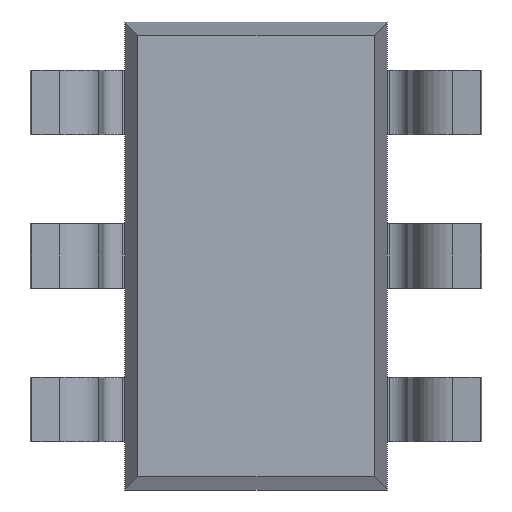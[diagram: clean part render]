
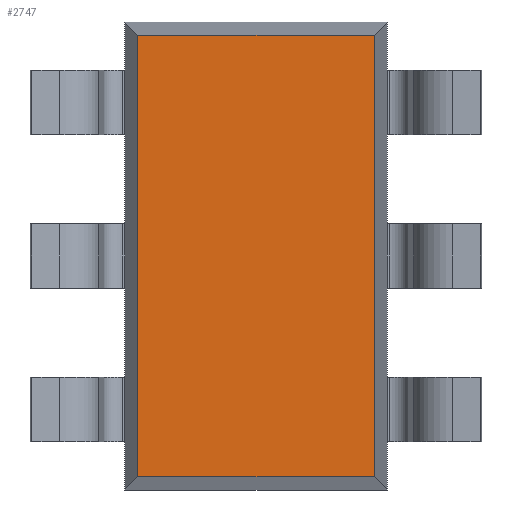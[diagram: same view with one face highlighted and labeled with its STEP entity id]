
A CAD part, front view. The second image highlights one B-rep face of the part: STEP entity #2747.
In plain terms, the highlighted planar face has unit normal (0, -1, 0).
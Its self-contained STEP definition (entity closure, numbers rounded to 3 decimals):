
#113 = VERTEX_POINT ( 'NONE', #2055 ) ;
#121 = CARTESIAN_POINT ( 'NONE',  ( -0.731, 0.15, 1.45 ) ) ;
#127 = VERTEX_POINT ( 'NONE', #1852 ) ;
#132 = LINE ( 'NONE', #121, #2297 ) ;
#265 = EDGE_CURVE ( 'NONE', #904, #113, #132, .T. ) ;
#338 = DIRECTION ( 'NONE',  ( 0., -1., 0. ) ) ;
#350 = CARTESIAN_POINT ( 'NONE',  ( 0.731, 0.15, -1.369 ) ) ;
#505 = FACE_OUTER_BOUND ( 'NONE', #2260, .T. ) ;
#526 = PLANE ( 'NONE',  #2744 ) ;
#596 = ORIENTED_EDGE ( 'NONE', *, *, #265, .T. ) ;
#612 = LINE ( 'NONE', #2144, #1763 ) ;
#793 = CARTESIAN_POINT ( 'NONE',  ( 0., 0.15, 0. ) ) ;
#904 = VERTEX_POINT ( 'NONE', #1084 ) ;
#1084 = CARTESIAN_POINT ( 'NONE',  ( -0.731, 0.15, 1.369 ) ) ;
#1095 = VECTOR ( 'NONE', #2204, 1000. ) ;
#1096 = DIRECTION ( 'NONE',  ( 0., 0., -1. ) ) ;
#1122 = VERTEX_POINT ( 'NONE', #350 ) ;
#1217 = ORIENTED_EDGE ( 'NONE', *, *, #1927, .T. ) ;
#1324 = EDGE_CURVE ( 'NONE', #127, #904, #612, .T. ) ;
#1450 = DIRECTION ( 'NONE',  ( -1., 0., 0. ) ) ;
#1761 = CARTESIAN_POINT ( 'NONE',  ( -0.813, 0.15, -1.369 ) ) ;
#1763 = VECTOR ( 'NONE', #1450, 1000. ) ;
#1852 = CARTESIAN_POINT ( 'NONE',  ( 0.731, 0.15, 1.369 ) ) ;
#1927 = EDGE_CURVE ( 'NONE', #1122, #127, #2468, .T. ) ;
#2055 = CARTESIAN_POINT ( 'NONE',  ( -0.731, 0.15, -1.369 ) ) ;
#2084 = LINE ( 'NONE', #1761, #1095 ) ;
#2144 = CARTESIAN_POINT ( 'NONE',  ( 0.812, 0.15, 1.369 ) ) ;
#2157 = ORIENTED_EDGE ( 'NONE', *, *, #1324, .T. ) ;
#2204 = DIRECTION ( 'NONE',  ( 1., 0., 0. ) ) ;
#2260 = EDGE_LOOP ( 'NONE', ( #2425, #1217, #2157, #596 ) ) ;
#2297 = VECTOR ( 'NONE', #1096, 1000. ) ;
#2425 = ORIENTED_EDGE ( 'NONE', *, *, #3089, .T. ) ;
#2468 = LINE ( 'NONE', #2705, #2483 ) ;
#2483 = VECTOR ( 'NONE', #3075, 1000. ) ;
#2498 = DIRECTION ( 'NONE',  ( 0., 0., -1. ) ) ;
#2705 = CARTESIAN_POINT ( 'NONE',  ( 0.731, 0.15, -1.45 ) ) ;
#2744 = AXIS2_PLACEMENT_3D ( 'NONE', #793, #338, #2498 ) ;
#2747 = ADVANCED_FACE ( 'NONE', ( #505 ), #526, .T. ) ;
#3075 = DIRECTION ( 'NONE',  ( 0., 0., 1. ) ) ;
#3089 = EDGE_CURVE ( 'NONE', #113, #1122, #2084, .T. ) ;
